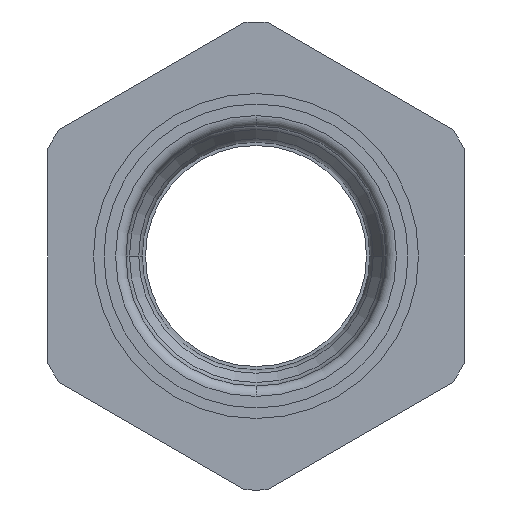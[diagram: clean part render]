
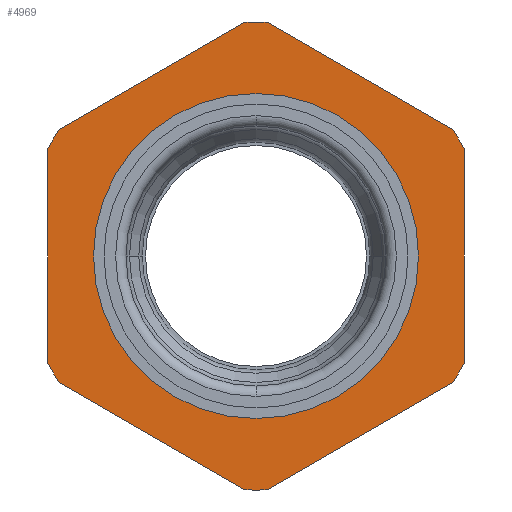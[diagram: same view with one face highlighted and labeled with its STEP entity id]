
A CAD part, front view. The second image highlights one B-rep face of the part: STEP entity #4969.
In plain terms, the highlighted planar face has unit normal (0, -1, 0).
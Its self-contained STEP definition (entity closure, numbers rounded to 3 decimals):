
#63 = DIRECTION ( 'NONE',  ( 0., -1., 0. ) ) ;
#71 = VECTOR ( 'NONE', #812, 1000. ) ;
#214 = VERTEX_POINT ( 'NONE', #1547 ) ;
#393 = ORIENTED_EDGE ( 'NONE', *, *, #4309, .F. ) ;
#466 = DIRECTION ( 'NONE',  ( 0., -1., 0. ) ) ;
#509 = VERTEX_POINT ( 'NONE', #4457 ) ;
#647 = VECTOR ( 'NONE', #3472, 1000. ) ;
#718 = CARTESIAN_POINT ( 'NONE',  ( -9.238, -3.25, 16. ) ) ;
#729 = DIRECTION ( 'NONE',  ( 0., -1., 0. ) ) ;
#755 = VERTEX_POINT ( 'NONE', #3822 ) ;
#785 = AXIS2_PLACEMENT_3D ( 'NONE', #5681, #2687, #7671 ) ;
#789 = CARTESIAN_POINT ( 'NONE',  ( 9.238, -3.25, -16. ) ) ;
#812 = DIRECTION ( 'NONE',  ( -1., 0., 0. ) ) ;
#817 = LINE ( 'NONE', #5238, #7453 ) ;
#826 = EDGE_CURVE ( 'NONE', #4539, #4159, #2837, .T. ) ;
#953 = EDGE_LOOP ( 'NONE', ( #7597, #6369, #6374, #1790, #5395, #3755, #1970, #393, #5524, #5228, #5126, #4179 ) ) ;
#1171 = DIRECTION ( 'NONE',  ( 0.5, 0., 0.866 ) ) ;
#1194 = EDGE_CURVE ( 'NONE', #509, #5419, #1600, .T. ) ;
#1207 = VERTEX_POINT ( 'NONE', #4013 ) ;
#1419 = AXIS2_PLACEMENT_3D ( 'NONE', #7341, #4913, #2463 ) ;
#1444 = CARTESIAN_POINT ( 'NONE',  ( -8.246, -3.25, -16. ) ) ;
#1468 = VERTEX_POINT ( 'NONE', #7254 ) ;
#1544 = DIRECTION ( 'NONE',  ( -0.5, 0., -0.866 ) ) ;
#1547 = CARTESIAN_POINT ( 'NONE',  ( 17.98, -3.25, 0.859 ) ) ;
#1561 = EDGE_CURVE ( 'NONE', #2248, #1207, #3308, .T. ) ;
#1600 = CIRCLE ( 'NONE', #5580, 18. ) ;
#1790 = ORIENTED_EDGE ( 'NONE', *, *, #6620, .F. ) ;
#1809 = CARTESIAN_POINT ( 'NONE',  ( 0., -3.25, 0. ) ) ;
#1954 = DIRECTION ( 'NONE',  ( 1., 0., 0. ) ) ;
#1970 = ORIENTED_EDGE ( 'NONE', *, *, #1561, .T. ) ;
#2048 = DIRECTION ( 'NONE',  ( 0., 0., 1. ) ) ;
#2248 = VERTEX_POINT ( 'NONE', #6605 ) ;
#2320 = EDGE_CURVE ( 'NONE', #6281, #1468, #5621, .T. ) ;
#2344 = LINE ( 'NONE', #2415, #3781 ) ;
#2397 = AXIS2_PLACEMENT_3D ( 'NONE', #4108, #466, #5310 ) ;
#2415 = CARTESIAN_POINT ( 'NONE',  ( -18.475, -3.25, 0. ) ) ;
#2463 = DIRECTION ( 'NONE',  ( 0., 0., 1. ) ) ;
#2466 = DIRECTION ( 'NONE',  ( 0., -1., 0. ) ) ;
#2550 = CIRCLE ( 'NONE', #785, 18. ) ;
#2641 = CARTESIAN_POINT ( 'NONE',  ( -8.246, -3.25, 16. ) ) ;
#2687 = DIRECTION ( 'NONE',  ( 0., -1., 0. ) ) ;
#2698 = DIRECTION ( 'NONE',  ( 0., -1., 0. ) ) ;
#2734 = AXIS2_PLACEMENT_3D ( 'NONE', #3729, #729, #7388 ) ;
#2837 = CIRCLE ( 'NONE', #6104, 18. ) ;
#2867 = EDGE_CURVE ( 'NONE', #4444, #755, #3708, .T. ) ;
#3100 = DIRECTION ( 'NONE',  ( 0., 0., 1. ) ) ;
#3244 = EDGE_CURVE ( 'NONE', #509, #214, #3883, .T. ) ;
#3308 = CIRCLE ( 'NONE', #2734, 18. ) ;
#3353 = DIRECTION ( 'NONE',  ( 0., -1., 0. ) ) ;
#3388 = LINE ( 'NONE', #7499, #3962 ) ;
#3472 = DIRECTION ( 'NONE',  ( 0.5, 0., -0.866 ) ) ;
#3537 = CARTESIAN_POINT ( 'NONE',  ( -9.733, -3.25, 15.141 ) ) ;
#3577 = VERTEX_POINT ( 'NONE', #3819 ) ;
#3611 = CARTESIAN_POINT ( 'NONE',  ( 8.246, -3.25, 16. ) ) ;
#3708 = CIRCLE ( 'NONE', #7113, 12.5 ) ;
#3729 = CARTESIAN_POINT ( 'NONE',  ( 0., -3.25, 0. ) ) ;
#3755 = ORIENTED_EDGE ( 'NONE', *, *, #7080, .F. ) ;
#3781 = VECTOR ( 'NONE', #1171, 1000. ) ;
#3819 = CARTESIAN_POINT ( 'NONE',  ( 17.98, -3.25, -0.859 ) ) ;
#3822 = CARTESIAN_POINT ( 'NONE',  ( 0., -3.25, 12.5 ) ) ;
#3883 = LINE ( 'NONE', #7088, #647 ) ;
#3908 = EDGE_CURVE ( 'NONE', #6281, #6846, #2344, .T. ) ;
#3953 = LINE ( 'NONE', #789, #71 ) ;
#3956 = EDGE_CURVE ( 'NONE', #3577, #214, #4917, .T. ) ;
#3962 = VECTOR ( 'NONE', #7605, 1000. ) ;
#4013 = CARTESIAN_POINT ( 'NONE',  ( 9.733, -3.25, -15.141 ) ) ;
#4108 = CARTESIAN_POINT ( 'NONE',  ( 0., -3.25, 0. ) ) ;
#4150 = EDGE_CURVE ( 'NONE', #755, #4444, #6134, .T. ) ;
#4159 = VERTEX_POINT ( 'NONE', #1444 ) ;
#4179 = ORIENTED_EDGE ( 'NONE', *, *, #4789, .F. ) ;
#4238 = VECTOR ( 'NONE', #1954, 1000. ) ;
#4309 = EDGE_CURVE ( 'NONE', #3577, #1207, #817, .T. ) ;
#4438 = ORIENTED_EDGE ( 'NONE', *, *, #2867, .F. ) ;
#4444 = VERTEX_POINT ( 'NONE', #6700 ) ;
#4457 = CARTESIAN_POINT ( 'NONE',  ( 9.733, -3.25, 15.141 ) ) ;
#4478 = FACE_BOUND ( 'NONE', #6436, .T. ) ;
#4539 = VERTEX_POINT ( 'NONE', #7641 ) ;
#4557 = CARTESIAN_POINT ( 'NONE',  ( 0., -3.25, 0. ) ) ;
#4666 = ORIENTED_EDGE ( 'NONE', *, *, #4150, .F. ) ;
#4789 = EDGE_CURVE ( 'NONE', #5042, #5419, #5833, .T. ) ;
#4846 = CARTESIAN_POINT ( 'NONE',  ( -17.98, -3.25, 0.859 ) ) ;
#4913 = DIRECTION ( 'NONE',  ( 0., 1., 0. ) ) ;
#4917 = CIRCLE ( 'NONE', #4935, 18. ) ;
#4935 = AXIS2_PLACEMENT_3D ( 'NONE', #1809, #63, #6022 ) ;
#4940 = PLANE ( 'NONE',  #1419 ) ;
#4969 = ADVANCED_FACE ( 'NONE', ( #4478, #6270 ), #4940, .F. ) ;
#5042 = VERTEX_POINT ( 'NONE', #2641 ) ;
#5072 = CARTESIAN_POINT ( 'NONE',  ( 0., -3.25, 0. ) ) ;
#5126 = ORIENTED_EDGE ( 'NONE', *, *, #1194, .T. ) ;
#5228 = ORIENTED_EDGE ( 'NONE', *, *, #3244, .F. ) ;
#5238 = CARTESIAN_POINT ( 'NONE',  ( 18.475, -3.25, 0. ) ) ;
#5310 = DIRECTION ( 'NONE',  ( 0., 0., 1. ) ) ;
#5395 = ORIENTED_EDGE ( 'NONE', *, *, #826, .T. ) ;
#5419 = VERTEX_POINT ( 'NONE', #3611 ) ;
#5524 = ORIENTED_EDGE ( 'NONE', *, *, #3956, .T. ) ;
#5541 = CARTESIAN_POINT ( 'NONE',  ( 0., -3.25, 0. ) ) ;
#5580 = AXIS2_PLACEMENT_3D ( 'NONE', #5807, #7604, #7018 ) ;
#5621 = CIRCLE ( 'NONE', #2397, 18. ) ;
#5681 = CARTESIAN_POINT ( 'NONE',  ( 0., -3.25, 0. ) ) ;
#5709 = EDGE_CURVE ( 'NONE', #5042, #6846, #2550, .T. ) ;
#5784 = DIRECTION ( 'NONE',  ( 0., 0., 1. ) ) ;
#5807 = CARTESIAN_POINT ( 'NONE',  ( 0., -3.25, 0. ) ) ;
#5833 = LINE ( 'NONE', #718, #4238 ) ;
#6022 = DIRECTION ( 'NONE',  ( 0., 0., 1. ) ) ;
#6104 = AXIS2_PLACEMENT_3D ( 'NONE', #4557, #3353, #5784 ) ;
#6134 = CIRCLE ( 'NONE', #7444, 12.5 ) ;
#6270 = FACE_OUTER_BOUND ( 'NONE', #953, .T. ) ;
#6281 = VERTEX_POINT ( 'NONE', #4846 ) ;
#6369 = ORIENTED_EDGE ( 'NONE', *, *, #3908, .F. ) ;
#6374 = ORIENTED_EDGE ( 'NONE', *, *, #2320, .T. ) ;
#6436 = EDGE_LOOP ( 'NONE', ( #4666, #4438 ) ) ;
#6605 = CARTESIAN_POINT ( 'NONE',  ( 8.246, -3.25, -16. ) ) ;
#6620 = EDGE_CURVE ( 'NONE', #4539, #1468, #3388, .T. ) ;
#6700 = CARTESIAN_POINT ( 'NONE',  ( 0., -3.25, -12.5 ) ) ;
#6846 = VERTEX_POINT ( 'NONE', #3537 ) ;
#7018 = DIRECTION ( 'NONE',  ( 0., 0., 1. ) ) ;
#7080 = EDGE_CURVE ( 'NONE', #2248, #4159, #3953, .T. ) ;
#7088 = CARTESIAN_POINT ( 'NONE',  ( 9.238, -3.25, 16. ) ) ;
#7113 = AXIS2_PLACEMENT_3D ( 'NONE', #5541, #2466, #3100 ) ;
#7254 = CARTESIAN_POINT ( 'NONE',  ( -17.98, -3.25, -0.859 ) ) ;
#7341 = CARTESIAN_POINT ( 'NONE',  ( 0., -3.25, 0. ) ) ;
#7388 = DIRECTION ( 'NONE',  ( 0., 0., 1. ) ) ;
#7444 = AXIS2_PLACEMENT_3D ( 'NONE', #5072, #2698, #2048 ) ;
#7453 = VECTOR ( 'NONE', #1544, 1000. ) ;
#7499 = CARTESIAN_POINT ( 'NONE',  ( -9.238, -3.25, -16. ) ) ;
#7597 = ORIENTED_EDGE ( 'NONE', *, *, #5709, .T. ) ;
#7604 = DIRECTION ( 'NONE',  ( 0., -1., 0. ) ) ;
#7605 = DIRECTION ( 'NONE',  ( -0.5, 0., 0.866 ) ) ;
#7641 = CARTESIAN_POINT ( 'NONE',  ( -9.733, -3.25, -15.141 ) ) ;
#7671 = DIRECTION ( 'NONE',  ( 0., 0., 1. ) ) ;
